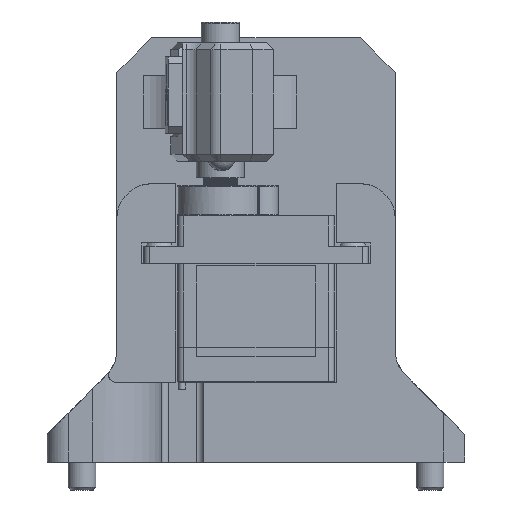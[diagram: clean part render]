
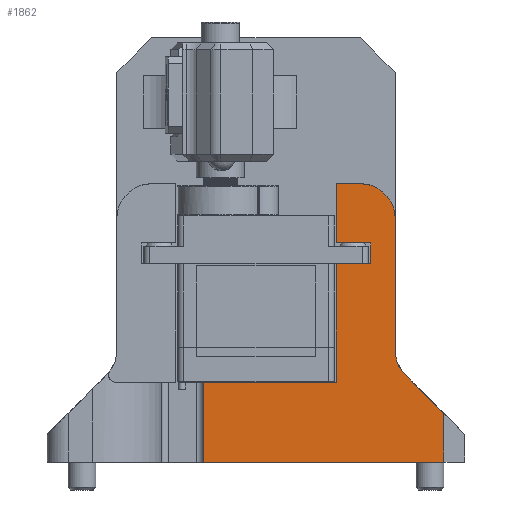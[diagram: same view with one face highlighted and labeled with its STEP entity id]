
A CAD part, front view. The second image highlights one B-rep face of the part: STEP entity #1862.
In plain terms, the highlighted face is planar.
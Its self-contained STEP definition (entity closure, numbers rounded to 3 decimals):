
#1862 = ADVANCED_FACE ( 'NONE', ( #28804 ), #6001, .T. ) ;
#3115 = CARTESIAN_POINT ( 'NONE',  ( 15., 35., 10. ) ) ;
#3373 = ORIENTED_EDGE ( 'NONE', *, *, #36234, .F. ) ;
#3947 = ORIENTED_EDGE ( 'NONE', *, *, #41021, .T. ) ;
#4673 = EDGE_LOOP ( 'NONE', ( #3947, #25353, #5340, #47129, #39149, #23313, #44301, #20124, #15427, #45875, #29126, #9798, #3373, #29653 ) ) ;
#5340 = ORIENTED_EDGE ( 'NONE', *, *, #14108, .T. ) ;
#6001 = PLANE ( 'NONE',  #23265 ) ;
#6241 = DIRECTION ( 'NONE',  ( 0., 0., 1. ) ) ;
#9411 = CARTESIAN_POINT ( 'NONE',  ( 0., 0., 10. ) ) ;
#9545 = VERTEX_POINT ( 'NONE', #31879 ) ;
#9798 = ORIENTED_EDGE ( 'NONE', *, *, #26737, .F. ) ;
#9924 = VECTOR ( 'NONE', #11150, 1000. ) ;
#10371 = DIRECTION ( 'NONE',  ( 1., 0., 0. ) ) ;
#10929 = DIRECTION ( 'NONE',  ( -0.707, 0.707, 0. ) ) ;
#11086 = LINE ( 'NONE', #43850, #23771 ) ;
#11150 = DIRECTION ( 'NONE',  ( 0., 1., 0. ) ) ;
#11777 = VERTEX_POINT ( 'NONE', #29261 ) ;
#11825 = CARTESIAN_POINT ( 'NONE',  ( 11.5, 11.5, 10. ) ) ;
#12677 = AXIS2_PLACEMENT_3D ( 'NONE', #41434, #44108, #18601 ) ;
#13790 = VECTOR ( 'NONE', #26641, 1000. ) ;
#14108 = EDGE_CURVE ( 'NONE', #25515, #37589, #17965, .T. ) ;
#14296 = VECTOR ( 'NONE', #10929, 1000. ) ;
#14603 = LINE ( 'NONE', #47405, #25651 ) ;
#14813 = VECTOR ( 'NONE', #42216, 1000. ) ;
#14990 = CARTESIAN_POINT ( 'NONE',  ( 21.464, 12.536, 10. ) ) ;
#15257 = DIRECTION ( 'NONE',  ( 0., 1., 0. ) ) ;
#15427 = ORIENTED_EDGE ( 'NONE', *, *, #41713, .F. ) ;
#15697 = LINE ( 'NONE', #41902, #41846 ) ;
#16735 = CARTESIAN_POINT ( 'NONE',  ( -7.5, 11.5, 10. ) ) ;
#17760 = CARTESIAN_POINT ( 'NONE',  ( 27., 7., 10. ) ) ;
#17965 = LINE ( 'NONE', #44192, #14296 ) ;
#18601 = DIRECTION ( 'NONE',  ( 1., 0., 0. ) ) ;
#19014 = VERTEX_POINT ( 'NONE', #24462 ) ;
#19101 = CARTESIAN_POINT ( 'NONE',  ( 16.5, 28.5, 10. ) ) ;
#19292 = CARTESIAN_POINT ( 'NONE',  ( 11.5, 11.5, 10. ) ) ;
#19324 = VECTOR ( 'NONE', #26320, 1000. ) ;
#19871 = LINE ( 'NONE', #34214, #43583 ) ;
#19887 = LINE ( 'NONE', #38099, #26963 ) ;
#20124 = ORIENTED_EDGE ( 'NONE', *, *, #21784, .F. ) ;
#21784 = EDGE_CURVE ( 'NONE', #22876, #19014, #28870, .T. ) ;
#22495 = DIRECTION ( 'NONE',  ( 1., 0., 0. ) ) ;
#22876 = VERTEX_POINT ( 'NONE', #27682 ) ;
#22979 = LINE ( 'NONE', #11825, #13790 ) ;
#23015 = LINE ( 'NONE', #30767, #24538 ) ;
#23265 = AXIS2_PLACEMENT_3D ( 'NONE', #9411, #6241, #39503 ) ;
#23313 = ORIENTED_EDGE ( 'NONE', *, *, #34630, .T. ) ;
#23771 = VECTOR ( 'NONE', #10371, 1000. ) ;
#24367 = EDGE_CURVE ( 'NONE', #37667, #37639, #41357, .T. ) ;
#24462 = CARTESIAN_POINT ( 'NONE',  ( 11.5, 40., 10. ) ) ;
#24538 = VECTOR ( 'NONE', #30547, 1000. ) ;
#25228 = DIRECTION ( 'NONE',  ( 0., 0., 1. ) ) ;
#25353 = ORIENTED_EDGE ( 'NONE', *, *, #40351, .T. ) ;
#25515 = VERTEX_POINT ( 'NONE', #17760 ) ;
#25651 = VECTOR ( 'NONE', #29423, 1000. ) ;
#25657 = VECTOR ( 'NONE', #29464, 1000. ) ;
#26320 = DIRECTION ( 'NONE',  ( 0., 1., 0. ) ) ;
#26579 = CARTESIAN_POINT ( 'NONE',  ( 27., 4., 10. ) ) ;
#26641 = DIRECTION ( 'NONE',  ( 0., 1., 0. ) ) ;
#26737 = EDGE_CURVE ( 'NONE', #35162, #11777, #22979, .T. ) ;
#26963 = VECTOR ( 'NONE', #30804, 1000. ) ;
#27682 = CARTESIAN_POINT ( 'NONE',  ( 11.5, 31.5, 10. ) ) ;
#28804 = FACE_OUTER_BOUND ( 'NONE', #4673, .T. ) ;
#28870 = LINE ( 'NONE', #44412, #9924 ) ;
#29126 = ORIENTED_EDGE ( 'NONE', *, *, #37335, .F. ) ;
#29261 = CARTESIAN_POINT ( 'NONE',  ( 11.5, 28.5, 10. ) ) ;
#29423 = DIRECTION ( 'NONE',  ( -1., 0., 0. ) ) ;
#29464 = DIRECTION ( 'NONE',  ( 0., 1., 0. ) ) ;
#29653 = ORIENTED_EDGE ( 'NONE', *, *, #42391, .F. ) ;
#30547 = DIRECTION ( 'NONE',  ( -1., 0., 0. ) ) ;
#30767 = CARTESIAN_POINT ( 'NONE',  ( 20., 40., 10. ) ) ;
#30804 = DIRECTION ( 'NONE',  ( 1., 0., 0. ) ) ;
#31097 = VERTEX_POINT ( 'NONE', #36872 ) ;
#31330 = VERTEX_POINT ( 'NONE', #35181 ) ;
#31533 = AXIS2_PLACEMENT_3D ( 'NONE', #3115, #25228, #37069 ) ;
#31879 = CARTESIAN_POINT ( 'NONE',  ( 27., 0., 10. ) ) ;
#33454 = CARTESIAN_POINT ( 'NONE',  ( 20., 16.071, 10. ) ) ;
#33514 = CARTESIAN_POINT ( 'NONE',  ( 15., 40., 10. ) ) ;
#33568 = VERTEX_POINT ( 'NONE', #41015 ) ;
#34214 = CARTESIAN_POINT ( 'NONE',  ( 20., 0., 10. ) ) ;
#34424 = VERTEX_POINT ( 'NONE', #33514 ) ;
#34630 = EDGE_CURVE ( 'NONE', #31097, #34424, #41582, .T. ) ;
#34636 = VERTEX_POINT ( 'NONE', #33454 ) ;
#34825 = EDGE_CURVE ( 'NONE', #34424, #19014, #23015, .T. ) ;
#35162 = VERTEX_POINT ( 'NONE', #19292 ) ;
#35181 = CARTESIAN_POINT ( 'NONE',  ( -7.5, 11.5, 10. ) ) ;
#36234 = EDGE_CURVE ( 'NONE', #31330, #35162, #11086, .T. ) ;
#36872 = CARTESIAN_POINT ( 'NONE',  ( 20., 35., 10. ) ) ;
#37069 = DIRECTION ( 'NONE',  ( 1., 0., 0. ) ) ;
#37335 = EDGE_CURVE ( 'NONE', #11777, #37667, #19887, .T. ) ;
#37589 = VERTEX_POINT ( 'NONE', #14990 ) ;
#37639 = VERTEX_POINT ( 'NONE', #40492 ) ;
#37667 = VERTEX_POINT ( 'NONE', #19101 ) ;
#38099 = CARTESIAN_POINT ( 'NONE',  ( 11.5, 28.5, 10. ) ) ;
#38819 = LINE ( 'NONE', #16735, #14813 ) ;
#39149 = ORIENTED_EDGE ( 'NONE', *, *, #43313, .T. ) ;
#39503 = DIRECTION ( 'NONE',  ( 1., 0., 0. ) ) ;
#40351 = EDGE_CURVE ( 'NONE', #9545, #25515, #45267, .T. ) ;
#40492 = CARTESIAN_POINT ( 'NONE',  ( 16.5, 31.5, 10. ) ) ;
#41015 = CARTESIAN_POINT ( 'NONE',  ( -7.5, 0., 10. ) ) ;
#41021 = EDGE_CURVE ( 'NONE', #33568, #9545, #15697, .T. ) ;
#41357 = LINE ( 'NONE', #45004, #25657 ) ;
#41434 = CARTESIAN_POINT ( 'NONE',  ( 25., 16.071, 10. ) ) ;
#41582 = CIRCLE ( 'NONE', #31533, 5. ) ;
#41713 = EDGE_CURVE ( 'NONE', #37639, #22876, #14603, .T. ) ;
#41846 = VECTOR ( 'NONE', #22495, 1000. ) ;
#41902 = CARTESIAN_POINT ( 'NONE',  ( -20., 0., 10. ) ) ;
#42216 = DIRECTION ( 'NONE',  ( 0., 1., 0. ) ) ;
#42391 = EDGE_CURVE ( 'NONE', #33568, #31330, #38819, .T. ) ;
#43313 = EDGE_CURVE ( 'NONE', #34636, #31097, #19871, .T. ) ;
#43583 = VECTOR ( 'NONE', #15257, 1000. ) ;
#43693 = CIRCLE ( 'NONE', #12677, 5. ) ;
#43850 = CARTESIAN_POINT ( 'NONE',  ( -11.5, 11.5, 10. ) ) ;
#44108 = DIRECTION ( 'NONE',  ( 0., 0., -1. ) ) ;
#44192 = CARTESIAN_POINT ( 'NONE',  ( 30., 4., 10. ) ) ;
#44264 = EDGE_CURVE ( 'NONE', #37589, #34636, #43693, .T. ) ;
#44301 = ORIENTED_EDGE ( 'NONE', *, *, #34825, .T. ) ;
#44412 = CARTESIAN_POINT ( 'NONE',  ( 11.5, 40., 10. ) ) ;
#45004 = CARTESIAN_POINT ( 'NONE',  ( 16.5, 28.5, 10. ) ) ;
#45267 = LINE ( 'NONE', #26579, #19324 ) ;
#45875 = ORIENTED_EDGE ( 'NONE', *, *, #24367, .F. ) ;
#47129 = ORIENTED_EDGE ( 'NONE', *, *, #44264, .T. ) ;
#47405 = CARTESIAN_POINT ( 'NONE',  ( 16.5, 31.5, 10. ) ) ;
